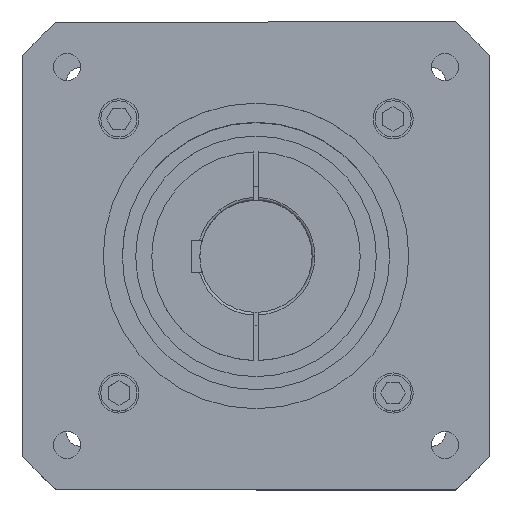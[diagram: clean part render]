
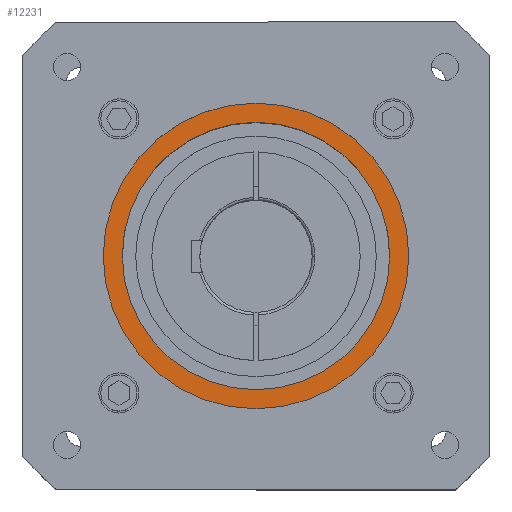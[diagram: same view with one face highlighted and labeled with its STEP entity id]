
A CAD part, top view. The second image highlights one B-rep face of the part: STEP entity #12231.
In plain terms, the highlighted planar face has unit normal (0, 0, 1).
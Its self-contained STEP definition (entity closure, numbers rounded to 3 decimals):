
#31 = EDGE_CURVE ( 'NONE', #13476, #11204, #1760, .T. ) ;
#709 = EDGE_LOOP ( 'NONE', ( #8060, #2707 ) ) ;
#767 = EDGE_CURVE ( 'NONE', #11897, #4094, #11022, .T. ) ;
#1760 = CIRCLE ( 'NONE', #2508, 57.15 ) ;
#2059 = CIRCLE ( 'NONE', #10896, 50. ) ;
#2362 = DIRECTION ( 'NONE',  ( 1., 0., 0. ) ) ;
#2458 = CIRCLE ( 'NONE', #4037, 57.15 ) ;
#2508 = AXIS2_PLACEMENT_3D ( 'NONE', #10793, #7491, #2362 ) ;
#2707 = ORIENTED_EDGE ( 'NONE', *, *, #5888, .T. ) ;
#2716 = ORIENTED_EDGE ( 'NONE', *, *, #10459, .F. ) ;
#2966 = EDGE_LOOP ( 'NONE', ( #3188, #2716 ) ) ;
#3047 = CARTESIAN_POINT ( 'NONE',  ( 0., 0., 109. ) ) ;
#3188 = ORIENTED_EDGE ( 'NONE', *, *, #767, .F. ) ;
#4037 = AXIS2_PLACEMENT_3D ( 'NONE', #3047, #10525, #4115 ) ;
#4094 = VERTEX_POINT ( 'NONE', #9939 ) ;
#4115 = DIRECTION ( 'NONE',  ( 1., 0., 0. ) ) ;
#5202 = CARTESIAN_POINT ( 'NONE',  ( 50., 0., 109. ) ) ;
#5282 = DIRECTION ( 'NONE',  ( 0., 0., 1. ) ) ;
#5888 = EDGE_CURVE ( 'NONE', #11204, #13476, #2458, .T. ) ;
#6045 = DIRECTION ( 'NONE',  ( 1., 0., 0. ) ) ;
#7491 = DIRECTION ( 'NONE',  ( 0., 0., 1. ) ) ;
#8060 = ORIENTED_EDGE ( 'NONE', *, *, #31, .T. ) ;
#9159 = AXIS2_PLACEMENT_3D ( 'NONE', #10060, #13211, #12191 ) ;
#9713 = FACE_BOUND ( 'NONE', #2966, .T. ) ;
#9939 = CARTESIAN_POINT ( 'NONE',  ( -50., 0., 109. ) ) ;
#10060 = CARTESIAN_POINT ( 'NONE',  ( 0., 0., 109. ) ) ;
#10459 = EDGE_CURVE ( 'NONE', #4094, #11897, #2059, .T. ) ;
#10525 = DIRECTION ( 'NONE',  ( 0., 0., 1. ) ) ;
#10793 = CARTESIAN_POINT ( 'NONE',  ( 0., 0., 109. ) ) ;
#10896 = AXIS2_PLACEMENT_3D ( 'NONE', #11703, #5282, #12782 ) ;
#11022 = CIRCLE ( 'NONE', #12973, 50. ) ;
#11053 = CARTESIAN_POINT ( 'NONE',  ( -57.15, 0., 109. ) ) ;
#11107 = PLANE ( 'NONE',  #9159 ) ;
#11121 = CARTESIAN_POINT ( 'NONE',  ( 0., 0., 109. ) ) ;
#11204 = VERTEX_POINT ( 'NONE', #11053 ) ;
#11703 = CARTESIAN_POINT ( 'NONE',  ( 0., 0., 109. ) ) ;
#11897 = VERTEX_POINT ( 'NONE', #5202 ) ;
#12191 = DIRECTION ( 'NONE',  ( 1., 0., 0. ) ) ;
#12231 = ADVANCED_FACE ( 'NONE', ( #9713, #12558 ), #11107, .T. ) ;
#12320 = CARTESIAN_POINT ( 'NONE',  ( 57.15, 0., 109. ) ) ;
#12440 = DIRECTION ( 'NONE',  ( 0., 0., 1. ) ) ;
#12558 = FACE_OUTER_BOUND ( 'NONE', #709, .T. ) ;
#12782 = DIRECTION ( 'NONE',  ( 1., 0., 0. ) ) ;
#12973 = AXIS2_PLACEMENT_3D ( 'NONE', #11121, #12440, #6045 ) ;
#13211 = DIRECTION ( 'NONE',  ( 0., 0., 1. ) ) ;
#13476 = VERTEX_POINT ( 'NONE', #12320 ) ;
